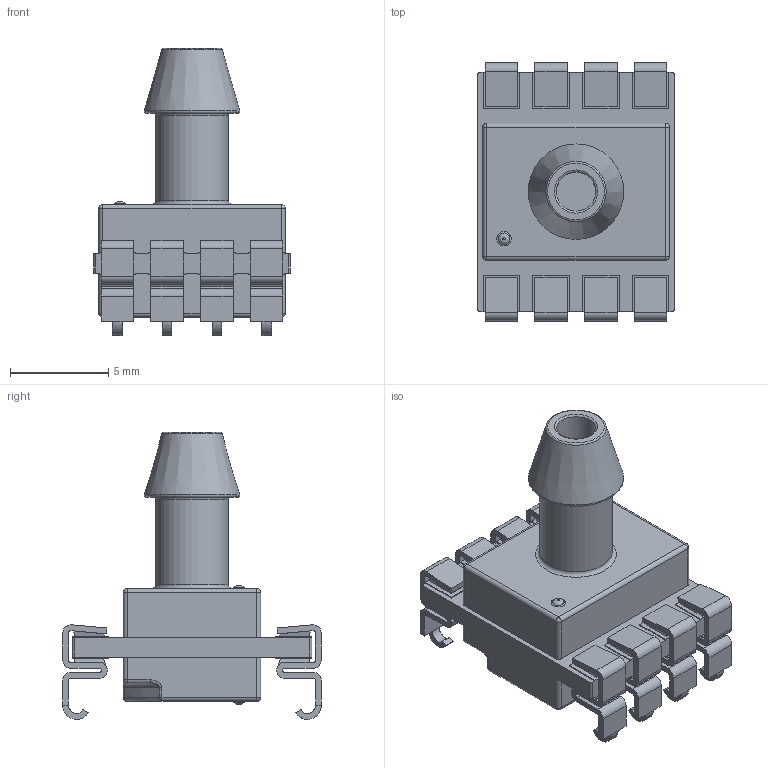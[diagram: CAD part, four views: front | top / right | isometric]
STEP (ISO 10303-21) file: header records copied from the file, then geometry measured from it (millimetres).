
FILE_DESCRIPTION(/* description */ (''),/* implementation_level */ '2;1');
FILE_NAME(/* name */ 'Honeywell - HSCMAND.step',/* time_stamp */ '2020-01-25T16:32:08+00:00',/* author */ (''),/* organization */ (''),/* preprocessor_version */ 'ST-DEVELOPER v18',/* originating_system */ 'Autodesk Translation Framework v8.12.0.6',/* authorisation */ '');
FILE_SCHEMA (('AUTOMOTIVE_DESIGN { 1 0 10303 214 3 1 1 }'));
Length unit declared in the file: millimetre
Products named in the file (1): Honeywell - HSCMAND
Bounding box: 10 x 13.18 x 14.63 mm (x, y, z)
Volume: 549.5 mm3; surface area: 865.2 mm2
Topology: 1 solids, 2 shells, 472 faces, 1307 edges, 854 vertices
Faces by surface type: plane 313, cylinder 107, bspline 32, sphere 12, torus 7, cone 1
Full cylindrical faces by diameter (mm): 0.75 x1, 2 x1, 3.7 x1
Entity records: 16767 total; most frequent: CARTESIAN_POINT 4276, ORIENTED_EDGE 2614, DIRECTION 2364, EDGE_CURVE 1307, LINE 940, VECTOR 940, VERTEX_POINT 854, AXIS2_PLACEMENT_3D 712
